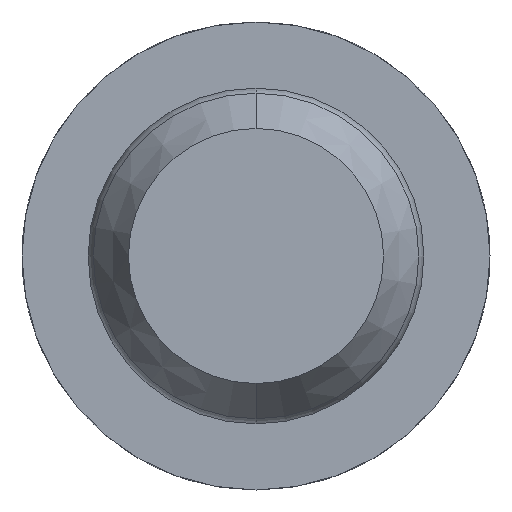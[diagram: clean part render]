
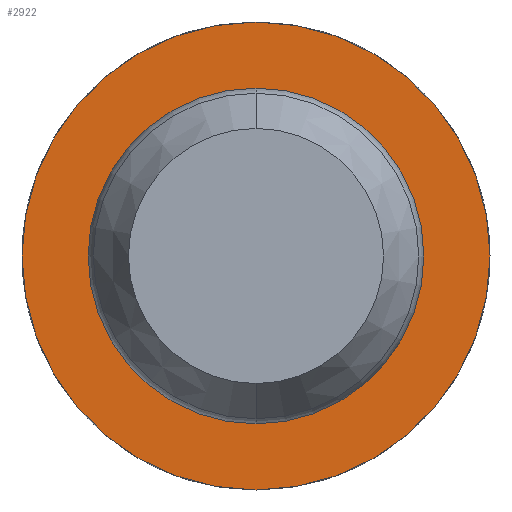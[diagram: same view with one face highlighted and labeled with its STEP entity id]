
A CAD part, front view. The second image highlights one B-rep face of the part: STEP entity #2922.
In plain terms, the highlighted planar face has unit normal (0, -1, 0).
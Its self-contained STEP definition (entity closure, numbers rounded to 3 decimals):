
#196 = DIRECTION ( 'NONE',  ( 0., 0., 1. ) ) ;
#210 = VERTEX_POINT ( 'NONE', #580 ) ;
#266 = AXIS2_PLACEMENT_3D ( 'NONE', #967, #949, #3392 ) ;
#309 = ORIENTED_EDGE ( 'NONE', *, *, #855, .F. ) ;
#327 = FACE_OUTER_BOUND ( 'NONE', #2699, .T. ) ;
#451 = VERTEX_POINT ( 'NONE', #4231 ) ;
#580 = CARTESIAN_POINT ( 'NONE',  ( 0., -10.5, -0.825 ) ) ;
#605 = CARTESIAN_POINT ( 'NONE',  ( 1.15, -10.5, 0. ) ) ;
#737 = CARTESIAN_POINT ( 'NONE',  ( 0., -10.5, 0.825 ) ) ;
#855 = EDGE_CURVE ( 'Defeature ausgef�hrt3_3+Defeature ausgef�hrt3_4+Defeature ausgef�hrt3_4+Defeature ausgef�hrt3_4', #1655, #451, #2251, .T. ) ;
#949 = DIRECTION ( 'NONE',  ( 0., 1., 0. ) ) ;
#967 = CARTESIAN_POINT ( 'NONE',  ( 0., -10.5, 0. ) ) ;
#1122 = EDGE_LOOP ( 'NONE', ( #2553, #4029 ) ) ;
#1271 = DIRECTION ( 'NONE',  ( 0., 0., 1. ) ) ;
#1426 = DIRECTION ( 'NONE',  ( 0., 0., 1. ) ) ;
#1482 = CARTESIAN_POINT ( 'NONE',  ( 0., -10.5, 1.15 ) ) ;
#1535 = DIRECTION ( 'NONE',  ( 0., 1., 0. ) ) ;
#1570 = AXIS2_PLACEMENT_3D ( 'NONE', #4423, #2995, #196 ) ;
#1655 = VERTEX_POINT ( 'NONE', #1482 ) ;
#1890 = EDGE_CURVE ( 'Defeature ausgef�hrt3_3+Defeature ausgef�hrt3_4+Defeature ausgef�hrt3_4+Defeature ausgef�hrt3_4', #451, #1655, #3888, .T. ) ;
#2109 = AXIS2_PLACEMENT_3D ( 'NONE', #605, #2379, #1271 ) ;
#2212 = DIRECTION ( 'NONE',  ( 0., 0., 1. ) ) ;
#2251 = CIRCLE ( 'NONE', #2679, 1.15 ) ;
#2303 = EDGE_CURVE ( 'Defeature ausgef�hrt3_4+Defeature ausgef�hrt3_5+Defeature ausgef�hrt3_5+Defeature ausgef�hrt3_5', #4466, #210, #3666, .T. ) ;
#2379 = DIRECTION ( 'NONE',  ( 0., 1., 0. ) ) ;
#2481 = ORIENTED_EDGE ( 'NONE', *, *, #1890, .F. ) ;
#2553 = ORIENTED_EDGE ( 'NONE', *, *, #2303, .T. ) ;
#2679 = AXIS2_PLACEMENT_3D ( 'NONE', #3942, #1535, #2212 ) ;
#2699 = EDGE_LOOP ( 'NONE', ( #309, #2481 ) ) ;
#2922 = ADVANCED_FACE ( 'Defeature ausgef�hrt3_4', ( #327, #3949 ), #3033, .F. ) ;
#2995 = DIRECTION ( 'NONE',  ( 0., 1., 0. ) ) ;
#3033 = PLANE ( 'NONE',  #2109 ) ;
#3142 = AXIS2_PLACEMENT_3D ( 'NONE', #3826, #3842, #1426 ) ;
#3392 = DIRECTION ( 'NONE',  ( 0., 0., 1. ) ) ;
#3406 = EDGE_CURVE ( 'Defeature ausgef�hrt3_4+Defeature ausgef�hrt3_5+Defeature ausgef�hrt3_5+Defeature ausgef�hrt3_5', #210, #4466, #4213, .T. ) ;
#3666 = CIRCLE ( 'NONE', #3142, 0.825 ) ;
#3826 = CARTESIAN_POINT ( 'NONE',  ( 0., -10.5, 0. ) ) ;
#3842 = DIRECTION ( 'NONE',  ( 0., 1., 0. ) ) ;
#3888 = CIRCLE ( 'NONE', #266, 1.15 ) ;
#3942 = CARTESIAN_POINT ( 'NONE',  ( 0., -10.5, 0. ) ) ;
#3949 = FACE_BOUND ( 'NONE', #1122, .T. ) ;
#4029 = ORIENTED_EDGE ( 'NONE', *, *, #3406, .T. ) ;
#4213 = CIRCLE ( 'NONE', #1570, 0.825 ) ;
#4231 = CARTESIAN_POINT ( 'NONE',  ( 0., -10.5, -1.15 ) ) ;
#4423 = CARTESIAN_POINT ( 'NONE',  ( 0., -10.5, 0. ) ) ;
#4466 = VERTEX_POINT ( 'NONE', #737 ) ;
